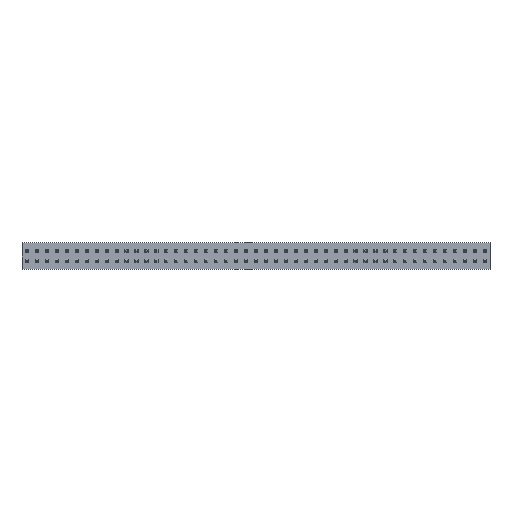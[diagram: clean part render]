
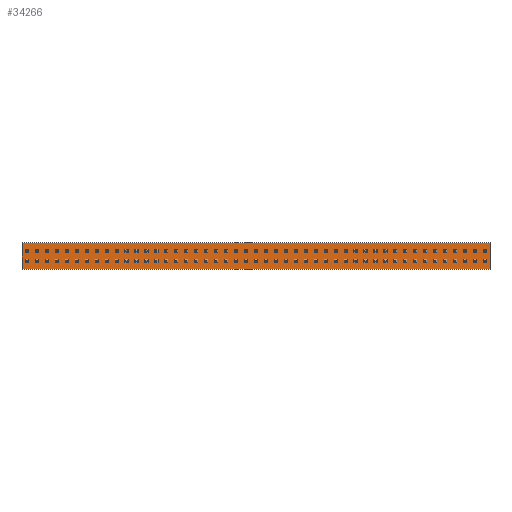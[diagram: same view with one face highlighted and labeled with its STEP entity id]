
A CAD part, top view. The second image highlights one B-rep face of the part: STEP entity #34266.
In plain terms, the highlighted face is planar.
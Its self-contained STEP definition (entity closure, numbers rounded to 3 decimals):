
#34134 = EDGE_CURVE('',#34135,#34137,#34139,.T.);
#34135 = VERTEX_POINT('',#34136);
#34136 = CARTESIAN_POINT('',(-29.845,1.778,-1.715));
#34137 = VERTEX_POINT('',#34138);
#34138 = CARTESIAN_POINT('',(-29.845,1.778,1.715));
#34139 = LINE('',#34140,#34141);
#34140 = CARTESIAN_POINT('',(-29.845,1.778,-1.715));
#34141 = VECTOR('',#34142,1.);
#34142 = DIRECTION('',(0.,0.,1.));
#34174 = EDGE_CURVE('',#34137,#34175,#34177,.T.);
#34175 = VERTEX_POINT('',#34176);
#34176 = CARTESIAN_POINT('',(29.845,1.778,1.715));
#34177 = LINE('',#34178,#34179);
#34178 = CARTESIAN_POINT('',(-29.845,1.778,1.715));
#34179 = VECTOR('',#34180,1.);
#34180 = DIRECTION('',(1.,0.,0.));
#34205 = EDGE_CURVE('',#34175,#34206,#34208,.T.);
#34206 = VERTEX_POINT('',#34207);
#34207 = CARTESIAN_POINT('',(29.845,1.778,-1.715));
#34208 = LINE('',#34209,#34210);
#34209 = CARTESIAN_POINT('',(29.845,1.778,1.715));
#34210 = VECTOR('',#34211,1.);
#34211 = DIRECTION('',(0.,0.,-1.));
#34236 = EDGE_CURVE('',#34206,#34135,#34237,.T.);
#34237 = LINE('',#34238,#34239);
#34238 = CARTESIAN_POINT('',(29.845,1.778,-1.715));
#34239 = VECTOR('',#34240,1.);
#34240 = DIRECTION('',(-1.,0.,0.));
#34266 = ADVANCED_FACE('',(#34267),#34273,.T.);
#34267 = FACE_BOUND('',#34268,.T.);
#34268 = EDGE_LOOP('',(#34269,#34270,#34271,#34272));
#34269 = ORIENTED_EDGE('',*,*,#34134,.T.);
#34270 = ORIENTED_EDGE('',*,*,#34174,.T.);
#34271 = ORIENTED_EDGE('',*,*,#34205,.T.);
#34272 = ORIENTED_EDGE('',*,*,#34236,.T.);
#34273 = PLANE('',#34274);
#34274 = AXIS2_PLACEMENT_3D('',#34275,#34276,#34277);
#34275 = CARTESIAN_POINT('',(0.,1.778,0.));
#34276 = DIRECTION('',(0.,1.,0.));
#34277 = DIRECTION('',(0.,-0.,1.));
